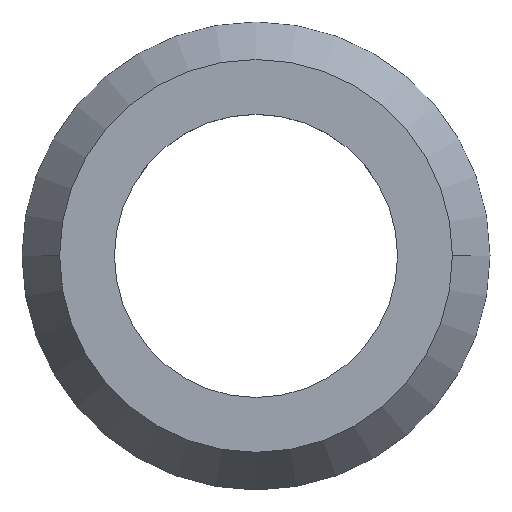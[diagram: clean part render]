
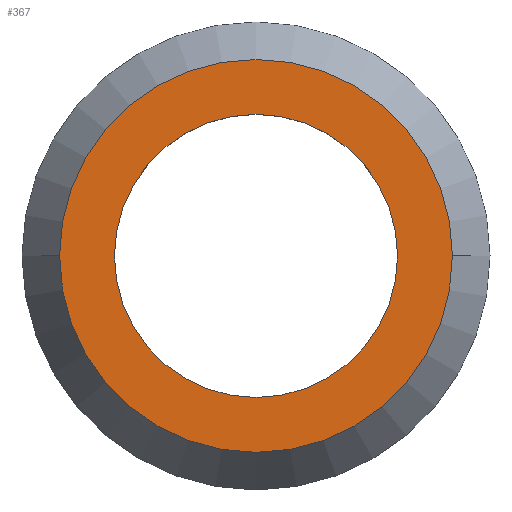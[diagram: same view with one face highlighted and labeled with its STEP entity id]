
A CAD part, top view. The second image highlights one B-rep face of the part: STEP entity #367.
In plain terms, the highlighted planar face has unit normal (0, 0, 1).
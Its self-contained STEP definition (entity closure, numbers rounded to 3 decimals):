
#3 = EDGE_CURVE ( 'NONE', #382, #354, #48, .T. ) ;
#18 = CARTESIAN_POINT ( 'NONE',  ( 0., 0., 1.8 ) ) ;
#38 = AXIS2_PLACEMENT_3D ( 'NONE', #344, #301, #235 ) ;
#41 = VERTEX_POINT ( 'NONE', #212 ) ;
#44 = DIRECTION ( 'NONE',  ( 0., 0., 1. ) ) ;
#45 = EDGE_LOOP ( 'NONE', ( #161, #182 ) ) ;
#48 = CIRCLE ( 'NONE', #107, 4.75 ) ;
#98 = DIRECTION ( 'NONE',  ( 0., 0., 1. ) ) ;
#102 = EDGE_CURVE ( 'NONE', #354, #382, #357, .T. ) ;
#107 = AXIS2_PLACEMENT_3D ( 'NONE', #405, #44, #240 ) ;
#137 = EDGE_CURVE ( 'NONE', #41, #417, #198, .T. ) ;
#138 = PLANE ( 'NONE',  #427 ) ;
#161 = ORIENTED_EDGE ( 'NONE', *, *, #3, .F. ) ;
#176 = FACE_OUTER_BOUND ( 'NONE', #314, .T. ) ;
#178 = DIRECTION ( 'NONE',  ( 0., 0., 1. ) ) ;
#179 = CARTESIAN_POINT ( 'NONE',  ( 0., 0., 1.8 ) ) ;
#182 = ORIENTED_EDGE ( 'NONE', *, *, #102, .F. ) ;
#198 = CIRCLE ( 'NONE', #38, 6.59 ) ;
#212 = CARTESIAN_POINT ( 'NONE',  ( 6.59, 0., 1.8 ) ) ;
#226 = CARTESIAN_POINT ( 'NONE',  ( -6.59, 0., 1.8 ) ) ;
#235 = DIRECTION ( 'NONE',  ( 1., 0., 0. ) ) ;
#240 = DIRECTION ( 'NONE',  ( 1., 0., 0. ) ) ;
#255 = DIRECTION ( 'NONE',  ( 0., 0., 1. ) ) ;
#270 = AXIS2_PLACEMENT_3D ( 'NONE', #18, #255, #293 ) ;
#293 = DIRECTION ( 'NONE',  ( 1., 0., 0. ) ) ;
#297 = DIRECTION ( 'NONE',  ( 1., 0., 0. ) ) ;
#299 = CARTESIAN_POINT ( 'NONE',  ( -4.75, 0., 1.8 ) ) ;
#301 = DIRECTION ( 'NONE',  ( 0., 0., 1. ) ) ;
#312 = AXIS2_PLACEMENT_3D ( 'NONE', #179, #178, #395 ) ;
#314 = EDGE_LOOP ( 'NONE', ( #346, #413 ) ) ;
#339 = EDGE_CURVE ( 'NONE', #417, #41, #361, .T. ) ;
#341 = CARTESIAN_POINT ( 'NONE',  ( 4.75, 0., 1.8 ) ) ;
#344 = CARTESIAN_POINT ( 'NONE',  ( 0., 0., 1.8 ) ) ;
#346 = ORIENTED_EDGE ( 'NONE', *, *, #339, .T. ) ;
#354 = VERTEX_POINT ( 'NONE', #341 ) ;
#357 = CIRCLE ( 'NONE', #270, 4.75 ) ;
#361 = CIRCLE ( 'NONE', #312, 6.59 ) ;
#367 = ADVANCED_FACE ( 'NONE', ( #176, #372 ), #138, .T. ) ;
#372 = FACE_BOUND ( 'NONE', #45, .T. ) ;
#382 = VERTEX_POINT ( 'NONE', #299 ) ;
#395 = DIRECTION ( 'NONE',  ( 1., 0., 0. ) ) ;
#405 = CARTESIAN_POINT ( 'NONE',  ( 0., 0., 1.8 ) ) ;
#413 = ORIENTED_EDGE ( 'NONE', *, *, #137, .T. ) ;
#417 = VERTEX_POINT ( 'NONE', #226 ) ;
#427 = AXIS2_PLACEMENT_3D ( 'NONE', #429, #98, #297 ) ;
#429 = CARTESIAN_POINT ( 'NONE',  ( 0., 0., 1.8 ) ) ;
